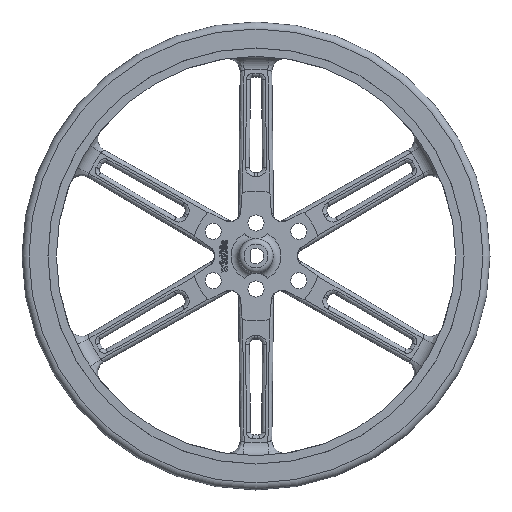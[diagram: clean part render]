
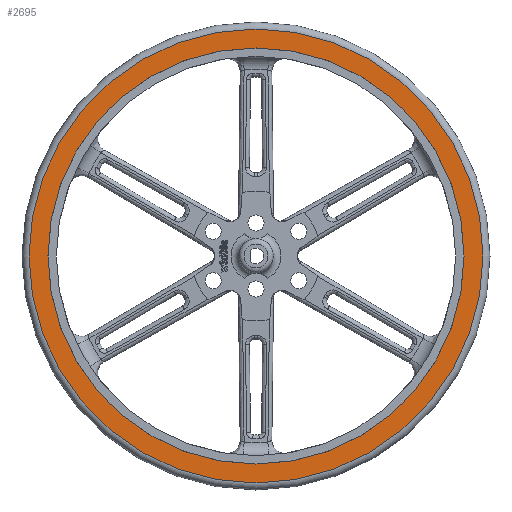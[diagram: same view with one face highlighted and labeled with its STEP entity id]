
A CAD part, left-side view. The second image highlights one B-rep face of the part: STEP entity #2695.
In plain terms, the highlighted planar face has unit normal (-1, 0, 0).
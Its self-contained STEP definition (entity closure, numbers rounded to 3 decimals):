
#711 = DIRECTION ( 'NONE',  ( 1., 0., 0. ) ) ;
#1070 = ORIENTED_EDGE ( 'NONE', *, *, #22678, .F. ) ;
#2108 = AXIS2_PLACEMENT_3D ( 'NONE', #2711, #711, #2866 ) ;
#2695 = ADVANCED_FACE ( 'NONE', ( #7973, #19991 ), #2786, .F. ) ;
#2711 = CARTESIAN_POINT ( 'NONE',  ( -5., -43.65, 0. ) ) ;
#2786 = PLANE ( 'NONE',  #2108 ) ;
#2837 = CARTESIAN_POINT ( 'NONE',  ( -5., 43.65, 0. ) ) ;
#2866 = DIRECTION ( 'NONE',  ( 0., -1., 0. ) ) ;
#4804 = AXIS2_PLACEMENT_3D ( 'NONE', #18722, #22790, #6931 ) ;
#5540 = CIRCLE ( 'NONE', #15029, 40.01 ) ;
#6931 = DIRECTION ( 'NONE',  ( 0., 1., 0. ) ) ;
#7973 = FACE_BOUND ( 'NONE', #22567, .T. ) ;
#9401 = CIRCLE ( 'NONE', #4804, 43.65 ) ;
#11185 = ORIENTED_EDGE ( 'NONE', *, *, #16181, .T. ) ;
#13590 = DIRECTION ( 'NONE',  ( -1., 0., 0. ) ) ;
#14218 = EDGE_LOOP ( 'NONE', ( #11185 ) ) ;
#15029 = AXIS2_PLACEMENT_3D ( 'NONE', #19319, #13590, #17444 ) ;
#15324 = VERTEX_POINT ( 'NONE', #2837 ) ;
#16181 = EDGE_CURVE ( 'NONE', #15324, #15324, #9401, .T. ) ;
#17444 = DIRECTION ( 'NONE',  ( 0., 1., 0. ) ) ;
#18432 = CARTESIAN_POINT ( 'NONE',  ( -5., 40.01, 0. ) ) ;
#18722 = CARTESIAN_POINT ( 'NONE',  ( -5., 0., 0. ) ) ;
#19319 = CARTESIAN_POINT ( 'NONE',  ( -5., 0., 0. ) ) ;
#19991 = FACE_OUTER_BOUND ( 'NONE', #14218, .T. ) ;
#22109 = VERTEX_POINT ( 'NONE', #18432 ) ;
#22567 = EDGE_LOOP ( 'NONE', ( #1070 ) ) ;
#22678 = EDGE_CURVE ( 'NONE', #22109, #22109, #5540, .T. ) ;
#22790 = DIRECTION ( 'NONE',  ( -1., 0., 0. ) ) ;
